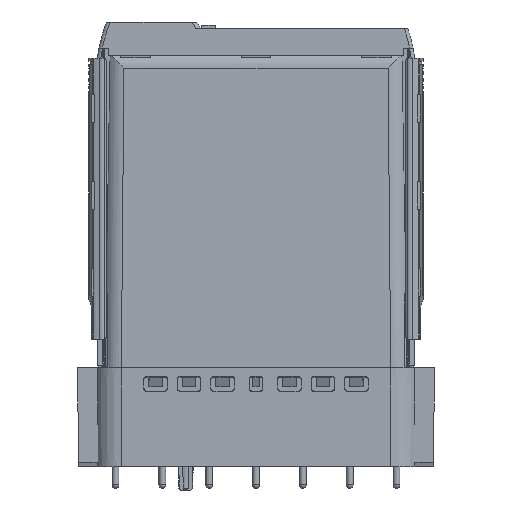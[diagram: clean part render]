
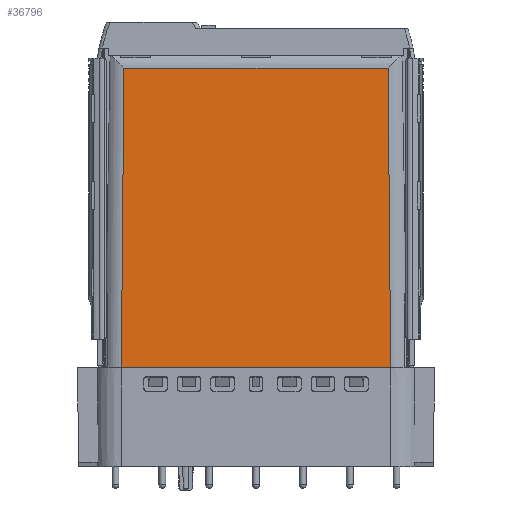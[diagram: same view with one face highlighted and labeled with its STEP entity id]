
A CAD part, front view. The second image highlights one B-rep face of the part: STEP entity #36796.
In plain terms, the highlighted planar face has unit normal (0, -1, 0.009).
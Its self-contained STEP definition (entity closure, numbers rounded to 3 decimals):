
#157=DIRECTION('',(-1.,0.,0.));
#158=VECTOR('',#157,78.937);
#159=CARTESIAN_POINT('',(39.469,-10.968,-5.948));
#160=LINE('',#159,#158);
#234=CARTESIAN_POINT('',(39.469,-10.968,-5.948));
#6012=DIRECTION('',(-1.,0.,0.));
#6013=VECTOR('',#6012,75.826);
#6014=CARTESIAN_POINT('',(37.913,-11.75,
-95.657));
#6015=LINE('',#6014,#6013);
#6016=DIRECTION('',(-1.,0.,0.));
#6017=VECTOR('',#6016,2.309);
#6018=CARTESIAN_POINT('',(-37.941,-11.75,-95.5));
#6019=LINE('',#6018,#6017);
#6020=DIRECTION('',(0.009,0.009,1.));
#6021=VECTOR('',#6020,89.559);
#6022=CARTESIAN_POINT('',(-40.25,-11.75,
-95.5));
#6023=LINE('',#6022,#6021);
#6024=DIRECTION('',(0.009,-0.009,-1.));
#6025=VECTOR('',#6024,89.559);
#6026=CARTESIAN_POINT('',(39.469,-10.968,
-5.948));
#6027=LINE('',#6026,#6025);
#6036=DIRECTION('',(0.174,-0.003,-0.985));
#6037=VECTOR('',#6036,0.16);
#6038=CARTESIAN_POINT('',(-37.941,-11.75,-95.5));
#6039=LINE('',#6038,#6037);
#6203=DIRECTION('',(0.174,0.003,0.985));
#6204=VECTOR('',#6203,0.16);
#6205=CARTESIAN_POINT('',(37.913,-11.75,
-95.657));
#6206=LINE('',#6205,#6204);
#6207=DIRECTION('',(1.,0.,0.));
#6208=VECTOR('',#6207,2.309);
#6209=CARTESIAN_POINT('',(37.941,-11.75,-95.5));
#6210=LINE('',#6209,#6208);
#6215=CARTESIAN_POINT('',(40.25,-11.75,
-95.5));
#23368=VERTEX_POINT('',#234);
#23369=CARTESIAN_POINT('',(-39.469,-10.968,
-5.948));
#23370=VERTEX_POINT('',#23369);
#23381=VERTEX_POINT('',#6215);
#24326=CARTESIAN_POINT('',(-37.913,-11.75,
-95.657));
#24327=VERTEX_POINT('',#24326);
#24328=CARTESIAN_POINT('',(37.913,-11.75,
-95.657));
#24329=VERTEX_POINT('',#24328);
#25259=CARTESIAN_POINT('',(-40.25,-11.75,
-95.5));
#25260=VERTEX_POINT('',#25259);
#25262=CARTESIAN_POINT('',(-37.941,-11.75,-95.5));
#25263=VERTEX_POINT('',#25262);
#25264=CARTESIAN_POINT('',(37.941,-11.75,-95.5));
#25265=VERTEX_POINT('',#25264);
#36777=CARTESIAN_POINT('',(-49.025,-11.75,-95.5));
#36778=DIRECTION('',(0.,-1.,0.009));
#36779=DIRECTION('',(1.,0.,0.));
#36780=AXIS2_PLACEMENT_3D('',#36777,#36778,#36779);
#36781=PLANE('',#36780);
#36782=ORIENTED_EDGE('',*,*,#33418,.T.);
#36784=ORIENTED_EDGE('',*,*,#36783,.F.);
#36786=ORIENTED_EDGE('',*,*,#36785,.T.);
#36787=ORIENTED_EDGE('',*,*,#36760,.T.);
#36788=ORIENTED_EDGE('',*,*,#28972,.F.);
#36789=ORIENTED_EDGE('',*,*,#29160,.T.);
#36791=ORIENTED_EDGE('',*,*,#36790,.F.);
#36793=ORIENTED_EDGE('',*,*,#36792,.F.);
#36794=EDGE_LOOP('',(#36782,#36784,#36786,#36787,#36788,#36789,#36791,#36793));
#36795=FACE_OUTER_BOUND('',#36794,.F.);
#36796=ADVANCED_FACE('',(#36795),#36781,.T.);
#28972=EDGE_CURVE('',#23368,#23370,#160,.T.);
#29160=EDGE_CURVE('',#23368,#23381,#6027,.T.);
#33418=EDGE_CURVE('',#24329,#24327,#6015,.T.);
#36760=EDGE_CURVE('',#25260,#23370,#6023,.T.);
#36783=EDGE_CURVE('',#25263,#24327,#6039,.T.);
#36785=EDGE_CURVE('',#25263,#25260,#6019,.T.);
#36790=EDGE_CURVE('',#25265,#23381,#6210,.T.);
#36792=EDGE_CURVE('',#24329,#25265,#6206,.T.);
